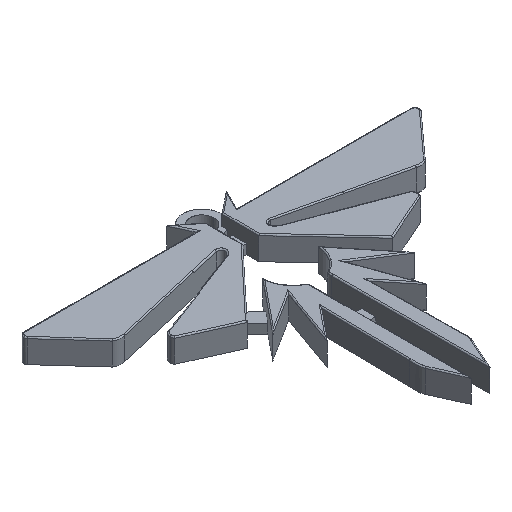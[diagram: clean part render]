
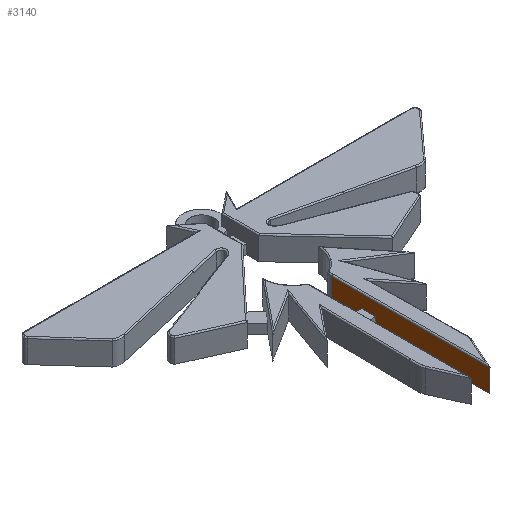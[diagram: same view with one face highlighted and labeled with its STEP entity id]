
A CAD part, isometric view. The second image highlights one B-rep face of the part: STEP entity #3140.
In plain terms, the highlighted free-form (B-spline) face has degree [1, 1] with [2, 2] control points.
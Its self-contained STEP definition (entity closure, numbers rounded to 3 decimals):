
#3140 = ADVANCED_FACE('',(#3141),#3199,.T.);
#3141 = FACE_BOUND('',#3142,.T.);
#3142 = EDGE_LOOP('',(#3143,#3152,#3159,#3166,#3173,#3180,#3187,#3194));
#3143 = ORIENTED_EDGE('',*,*,#3144,.T.);
#3144 = EDGE_CURVE('',#3145,#3147,#3149,.T.);
#3145 = VERTEX_POINT('',#3146);
#3146 = CARTESIAN_POINT('',(4.323,0.,0.));
#3147 = VERTEX_POINT('',#3148);
#3148 = CARTESIAN_POINT('',(4.323,26.215,0.));
#3149 = B_SPLINE_CURVE_WITH_KNOTS('',1,(#3150,#3151),.UNSPECIFIED.,.F.,
  .F.,(2,2),(0.,24.142),.PIECEWISE_BEZIER_KNOTS.);
#3150 = CARTESIAN_POINT('',(4.323,0.,0.));
#3151 = CARTESIAN_POINT('',(4.323,26.215,0.));
#3152 = ORIENTED_EDGE('',*,*,#3153,.T.);
#3153 = EDGE_CURVE('',#3147,#3154,#3156,.T.);
#3154 = VERTEX_POINT('',#3155);
#3155 = CARTESIAN_POINT('',(4.323,26.215,
    2.172));
#3156 = B_SPLINE_CURVE_WITH_KNOTS('',1,(#3157,#3158),.UNSPECIFIED.,.F.,
  .F.,(2,2),(0.,2.),.PIECEWISE_BEZIER_KNOTS.);
#3157 = CARTESIAN_POINT('',(4.323,26.215,0.));
#3158 = CARTESIAN_POINT('',(4.323,26.215,
    2.172));
#3159 = ORIENTED_EDGE('',*,*,#3160,.T.);
#3160 = EDGE_CURVE('',#3154,#3161,#3163,.T.);
#3161 = VERTEX_POINT('',#3162);
#3162 = CARTESIAN_POINT('',(4.323,29.473,
    2.172));
#3163 = B_SPLINE_CURVE_WITH_KNOTS('',1,(#3164,#3165),.UNSPECIFIED.,.F.,
  .F.,(2,2),(0.,3.),.PIECEWISE_BEZIER_KNOTS.);
#3164 = CARTESIAN_POINT('',(4.323,26.215,
    2.172));
#3165 = CARTESIAN_POINT('',(4.323,29.473,
    2.172));
#3166 = ORIENTED_EDGE('',*,*,#3167,.T.);
#3167 = EDGE_CURVE('',#3161,#3168,#3170,.T.);
#3168 = VERTEX_POINT('',#3169);
#3169 = CARTESIAN_POINT('',(4.323,29.473,0.));
#3170 = B_SPLINE_CURVE_WITH_KNOTS('',1,(#3171,#3172),.UNSPECIFIED.,.F.,
  .F.,(2,2),(0.,2.),.PIECEWISE_BEZIER_KNOTS.);
#3171 = CARTESIAN_POINT('',(4.323,29.473,
    2.172));
#3172 = CARTESIAN_POINT('',(4.323,29.473,0.));
#3173 = ORIENTED_EDGE('',*,*,#3174,.T.);
#3174 = EDGE_CURVE('',#3168,#3175,#3177,.T.);
#3175 = VERTEX_POINT('',#3176);
#3176 = CARTESIAN_POINT('',(4.323,36.255,0.));
#3177 = B_SPLINE_CURVE_WITH_KNOTS('',1,(#3178,#3179),.UNSPECIFIED.,.F.,
  .F.,(2,2),(0.,6.246),.PIECEWISE_BEZIER_KNOTS.);
#3178 = CARTESIAN_POINT('',(4.323,29.473,0.));
#3179 = CARTESIAN_POINT('',(4.323,36.255,0.));
#3180 = ORIENTED_EDGE('',*,*,#3181,.T.);
#3181 = EDGE_CURVE('',#3175,#3182,#3184,.T.);
#3182 = VERTEX_POINT('',#3183);
#3183 = CARTESIAN_POINT('',(4.323,36.255,
    5.158));
#3184 = B_SPLINE_CURVE_WITH_KNOTS('',1,(#3185,#3186),.UNSPECIFIED.,.F.,
  .F.,(2,2),(0.,4.75),.PIECEWISE_BEZIER_KNOTS.);
#3185 = CARTESIAN_POINT('',(4.323,36.255,0.));
#3186 = CARTESIAN_POINT('',(4.323,36.255,
    5.158));
#3187 = ORIENTED_EDGE('',*,*,#3188,.T.);
#3188 = EDGE_CURVE('',#3182,#3189,#3191,.T.);
#3189 = VERTEX_POINT('',#3190);
#3190 = CARTESIAN_POINT('',(4.323,0.,5.158));
#3191 = B_SPLINE_CURVE_WITH_KNOTS('',1,(#3192,#3193),.UNSPECIFIED.,.F.,
  .F.,(2,2),(0.,33.388),.PIECEWISE_BEZIER_KNOTS.);
#3192 = CARTESIAN_POINT('',(4.323,36.255,
    5.158));
#3193 = CARTESIAN_POINT('',(4.323,0.,5.158));
#3194 = ORIENTED_EDGE('',*,*,#3195,.T.);
#3195 = EDGE_CURVE('',#3189,#3145,#3196,.T.);
#3196 = B_SPLINE_CURVE_WITH_KNOTS('',1,(#3197,#3198),.UNSPECIFIED.,.F.,
  .F.,(2,2),(0.,4.75),.PIECEWISE_BEZIER_KNOTS.);
#3197 = CARTESIAN_POINT('',(4.323,0.,5.158));
#3198 = CARTESIAN_POINT('',(4.323,0.,0.));
#3199 = B_SPLINE_SURFACE_WITH_KNOTS('',1,1,(
    (#3200,#3201)
    ,(#3202,#3203
    )),.UNSPECIFIED.,.F.,.F.,.F.,(2,2),(2,2),(0.,1.),(0.,1.),
  .PIECEWISE_BEZIER_KNOTS.);
#3200 = CARTESIAN_POINT('',(4.323,0.,5.158));
#3201 = CARTESIAN_POINT('',(4.323,36.255,
    5.158));
#3202 = CARTESIAN_POINT('',(4.323,0.,0.));
#3203 = CARTESIAN_POINT('',(4.323,36.255,0.));
